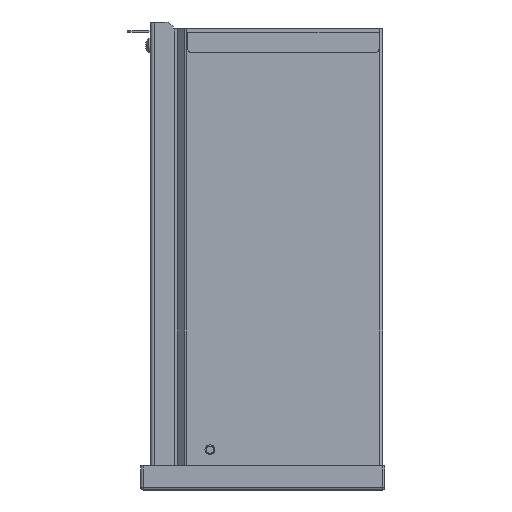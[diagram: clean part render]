
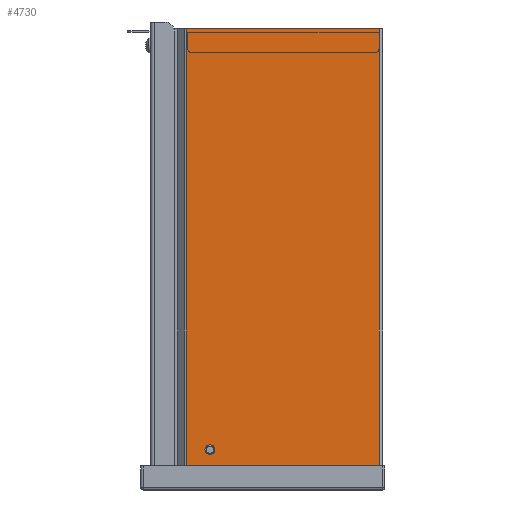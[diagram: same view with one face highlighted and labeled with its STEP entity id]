
A CAD part, left-side view. The second image highlights one B-rep face of the part: STEP entity #4730.
In plain terms, the highlighted planar face has unit normal (-1, 0, 0).
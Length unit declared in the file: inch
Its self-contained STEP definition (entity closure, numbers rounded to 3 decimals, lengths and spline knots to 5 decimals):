
#1698 = EDGE_CURVE ( 'NONE', #16890, #15849, #6032, .T. ) ;
#2572 = ORIENTED_EDGE ( 'NONE', *, *, #14872, .T. ) ;
#2727 = ORIENTED_EDGE ( 'NONE', *, *, #20248, .F. ) ;
#2771 = EDGE_CURVE ( 'NONE', #15376, #16890, #17257, .T. ) ;
#3096 = DIRECTION ( 'NONE',  ( 0., -1., 0. ) ) ;
#3414 = VECTOR ( 'NONE', #9606, 39.37008 ) ;
#4418 = DIRECTION ( 'NONE',  ( 0., 0., 1. ) ) ;
#4695 = DIRECTION ( 'NONE',  ( 1., 0., 0. ) ) ;
#4730 = ADVANCED_FACE ( 'NONE', ( #7429, #7529 ), #7798, .T. ) ;
#5968 = ORIENTED_EDGE ( 'NONE', *, *, #11698, .T. ) ;
#6032 = LINE ( 'NONE', #9113, #14467 ) ;
#6052 = CARTESIAN_POINT ( 'NONE',  ( -6., 4.5, -10.952 ) ) ;
#6852 = DIRECTION ( 'NONE',  ( 0., 0., -1. ) ) ;
#6989 = EDGE_LOOP ( 'NONE', ( #2572 ) ) ;
#7429 = FACE_BOUND ( 'NONE', #6989, .T. ) ;
#7529 = FACE_OUTER_BOUND ( 'NONE', #7954, .T. ) ;
#7798 = PLANE ( 'NONE',  #13285 ) ;
#7948 = LINE ( 'NONE', #13144, #3414 ) ;
#7954 = EDGE_LOOP ( 'NONE', ( #2727, #5968, #8579, #9958 ) ) ;
#8579 = ORIENTED_EDGE ( 'NONE', *, *, #2771, .T. ) ;
#9113 = CARTESIAN_POINT ( 'NONE',  ( -6., 5.15, -11.952 ) ) ;
#9244 = DIRECTION ( 'NONE',  ( 0., 0., 1. ) ) ;
#9305 = DIRECTION ( 'NONE',  ( 0., 0., -1. ) ) ;
#9606 = DIRECTION ( 'NONE',  ( 0., 1., 0. ) ) ;
#9958 = ORIENTED_EDGE ( 'NONE', *, *, #1698, .T. ) ;
#10101 = VECTOR ( 'NONE', #9305, 39.37008 ) ;
#10133 = CARTESIAN_POINT ( 'NONE',  ( -6., 0.0948, 0. ) ) ;
#10253 = LINE ( 'NONE', #10133, #17230 ) ;
#11698 = EDGE_CURVE ( 'NONE', #16470, #15376, #7948, .T. ) ;
#12097 = CARTESIAN_POINT ( 'NONE',  ( -6., 4.5, -10.857 ) ) ;
#13144 = CARTESIAN_POINT ( 'NONE',  ( -6., 5.15, 0. ) ) ;
#13151 = CIRCLE ( 'NONE', #18736, 0.095 ) ;
#13285 = AXIS2_PLACEMENT_3D ( 'NONE', #15375, #18354, #4418 ) ;
#14467 = VECTOR ( 'NONE', #3096, 39.37008 ) ;
#14872 = EDGE_CURVE ( 'NONE', #18475, #18475, #13151, .T. ) ;
#15375 = CARTESIAN_POINT ( 'NONE',  ( -6., 5.15, 0. ) ) ;
#15376 = VERTEX_POINT ( 'NONE', #19723 ) ;
#15849 = VERTEX_POINT ( 'NONE', #18603 ) ;
#16470 = VERTEX_POINT ( 'NONE', #16955 ) ;
#16890 = VERTEX_POINT ( 'NONE', #19305 ) ;
#16955 = CARTESIAN_POINT ( 'NONE',  ( -6., 0.0948, 0. ) ) ;
#17230 = VECTOR ( 'NONE', #6852, 39.37008 ) ;
#17257 = LINE ( 'NONE', #18810, #10101 ) ;
#18354 = DIRECTION ( 'NONE',  ( -1., 0., 0. ) ) ;
#18475 = VERTEX_POINT ( 'NONE', #12097 ) ;
#18603 = CARTESIAN_POINT ( 'NONE',  ( -6., 0.0948, -11.952 ) ) ;
#18736 = AXIS2_PLACEMENT_3D ( 'NONE', #6052, #4695, #9244 ) ;
#18810 = CARTESIAN_POINT ( 'NONE',  ( -6., 5.11976, 0. ) ) ;
#19305 = CARTESIAN_POINT ( 'NONE',  ( -6., 5.11976, -11.952 ) ) ;
#19723 = CARTESIAN_POINT ( 'NONE',  ( -6., 5.11976, 0. ) ) ;
#20248 = EDGE_CURVE ( 'NONE', #16470, #15849, #10253, .T. ) ;
